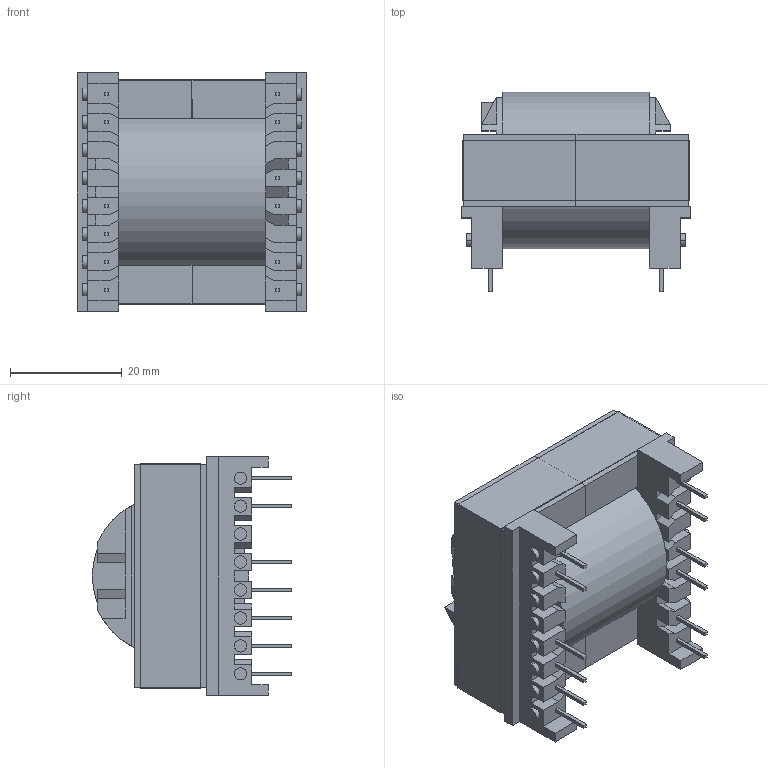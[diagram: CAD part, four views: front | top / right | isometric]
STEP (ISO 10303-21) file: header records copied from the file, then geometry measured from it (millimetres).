
FILE_DESCRIPTION (( 'STEP AP214' ), '1' );
FILE_NAME ('ETD39_5724_MP5-6-11-14.STEP', '2021-07-08T18:18:17', ( '' ), ( '' ), 'SwSTEP 2.0', 'SolidWorks 2017', '' );
FILE_SCHEMA (( 'AUTOMOTIVE_DESIGN' ));
Length unit declared in the file: millimetre
Products named in the file (5): ETD39_5724_MP5-6-11-14; 440-8112-2669; 070-5724_coil; 150-2669_6B; 070-5724_6B
Assembly tree (5 placements, depth 2):
  ETD39_5724_MP5-6-11-14
    070-5724_6B
    070-5724_coil
    150-2669_6B  x2
    440-8112-2669
Bounding box: 41 x 35.7 x 42.7 mm (x, y, z)
Volume: 31797 mm3; surface area: 22579.4 mm2
Topology: 5 solids, 5 shells, 303 faces, 773 edges, 510 vertices
Faces by surface type: plane 249, cylinder 54
Entity records: 9530 total; most frequent: CARTESIAN_POINT 1525, ORIENTED_EDGE 1480, DIRECTION 1440, EDGE_CURVE 740, VECTOR 634, LINE 634, VERTEX_POINT 488, AXIS2_PLACEMENT_3D 403
